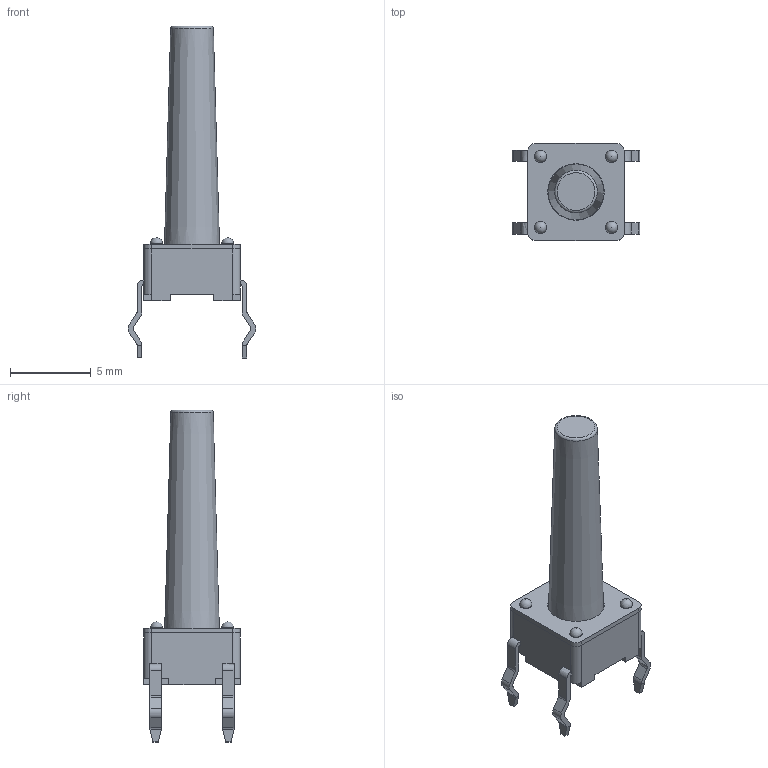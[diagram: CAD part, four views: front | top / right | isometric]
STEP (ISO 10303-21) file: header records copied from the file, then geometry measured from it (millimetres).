
FILE_DESCRIPTION((''),'2;1');
FILE_NAME('TL1105LFxxxx.stp','2011-07-29T08:31:29',('blarson'),(''),'Autodesk Inventor 11','Autodesk Inventor 11','');
FILE_SCHEMA(('AUTOMOTIVE_DESIGN { 1 0 10303 214 1 1 1 1 }'));
Length unit declared in the file: millimetre
Products named in the file (5): P010248; TL1105BODY; 1105-COVER-PLATE; TL1105-3301ACTUATOR L 17; TL1105CONTACTDOME
Assembly tree (4 placements, depth 2):
  P010248
    TL1105BODY
    1105-COVER-PLATE
    TL1105-3301ACTUATOR L 17
    TL1105CONTACTDOME
Bounding box: 7.89 x 6 x 20.55 mm (x, y, z)
Volume: 193.2 mm3; surface area: 513.4 mm2
Topology: 4 solids, 4 shells, 235 faces, 620 edges, 403 vertices
Faces by surface type: plane 124, cylinder 59, bspline 44, sphere 5, cone 2, torus 1
Full cylindrical faces by diameter (mm): 0.75 x8, 1 x1, 3.5 x1, 5 x1
Entity records: 7503 total; most frequent: CARTESIAN_POINT 1673, ORIENTED_EDGE 1192, DIRECTION 1134, EDGE_CURVE 596, VECTOR 438, LINE 438, VERTEX_POINT 398, AXIS2_PLACEMENT_3D 348
